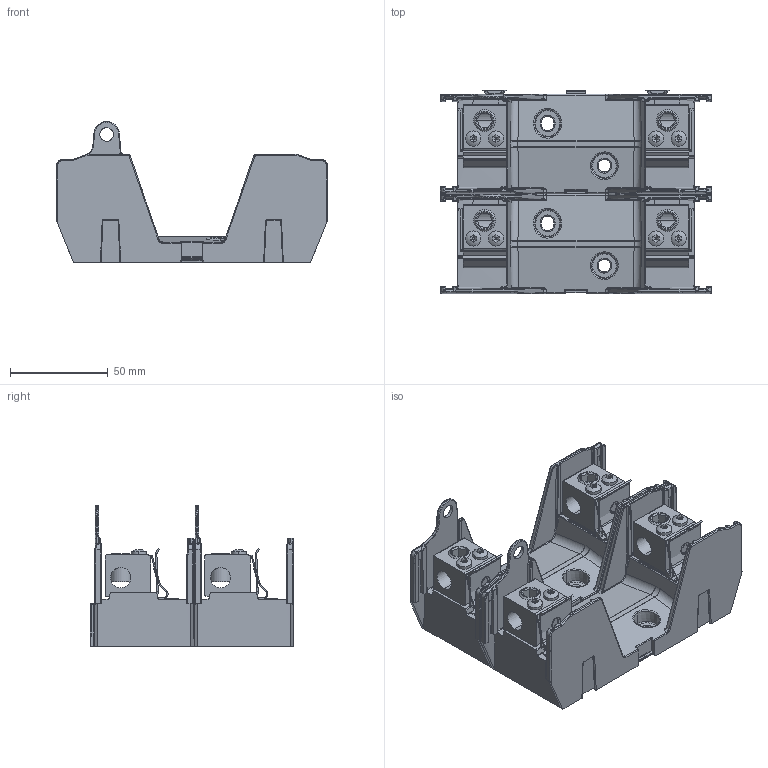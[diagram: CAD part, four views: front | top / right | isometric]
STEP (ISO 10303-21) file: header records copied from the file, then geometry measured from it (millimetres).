
FILE_DESCRIPTION (( 'STEP AP203' ), '1' );
FILE_NAME ('JM60100-1CR-2.step', '2021-12-07T12:22:43', ( '' ), ( '' ), 'SwSTEP 2.0', 'SolidWorks 2021', '' );
FILE_SCHEMA (( 'CONFIG_CONTROL_DESIGN' ));
Length unit declared in the file: inch
Products named in the file (1): JM60100-1CR-2
Bounding box: 138.76 x 104.22 x 71.85 mm (x, y, z)
Surface area: 95896.4 mm2 (no closed solid volume)
Topology: 0 solids, 38 shells, 1762 faces, 4804 edges, 2978 vertices
Faces by surface type: cylinder 770, plane 562, bspline 356, cone 42, sphere 24, torus 8
Entity records: 88526 total; most frequent: CARTESIAN_POINT 48641, ORIENTED_EDGE 8762, DIRECTION 7088, EDGE_CURVE 4742, VERTEX_POINT 2970, AXIS2_PLACEMENT_3D 2389, VECTOR 2310, LINE 2310
